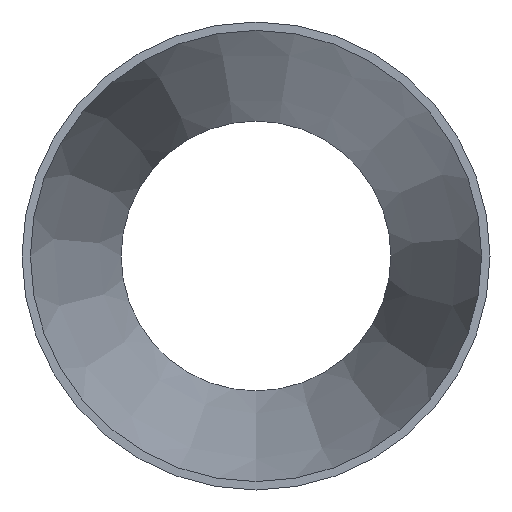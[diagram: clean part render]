
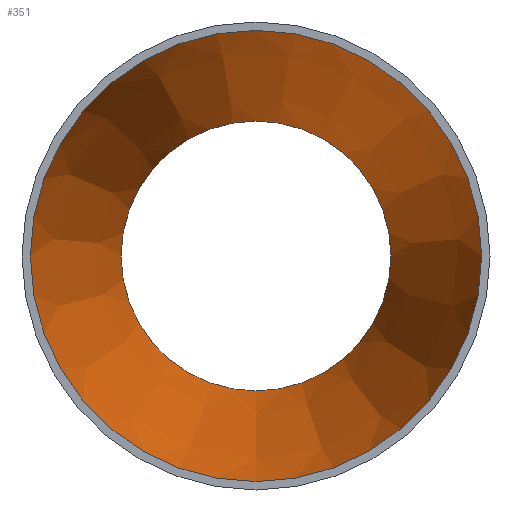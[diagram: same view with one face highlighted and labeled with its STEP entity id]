
A CAD part, front view. The second image highlights one B-rep face of the part: STEP entity #351.
In plain terms, the highlighted conical face has half-angle 12.489 degrees and reference radius 55.102 mm.
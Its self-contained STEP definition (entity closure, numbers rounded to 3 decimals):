
#122 = AXIS2_PLACEMENT_3D ( 'NONE', #7763, #4131, #19518 ) ;
#351 = ADVANCED_FACE ( 'NONE', ( #19951, #4333 ), #9818, .F. ) ;
#1516 = CARTESIAN_POINT ( 'NONE',  ( 0., 0., 0. ) ) ;
#3682 = DIRECTION ( 'NONE',  ( 0., 0., -1. ) ) ;
#3919 = VERTEX_POINT ( 'NONE', #10718 ) ;
#4131 = DIRECTION ( 'NONE',  ( 0., -1., 0. ) ) ;
#4322 = EDGE_CURVE ( 'NONE', #3919, #3919, #15004, .T. ) ;
#4333 = FACE_OUTER_BOUND ( 'NONE', #12793, .T. ) ;
#7763 = CARTESIAN_POINT ( 'NONE',  ( 0., 100., 0. ) ) ;
#8366 = CIRCLE ( 'NONE', #13846, 55.102 ) ;
#8781 = DIRECTION ( 'NONE',  ( 0., -1., 0. ) ) ;
#9519 = EDGE_CURVE ( 'NONE', #15890, #15890, #8366, .T. ) ;
#9818 = CONICAL_SURFACE ( 'NONE', #17513, 55.102, 0.218 ) ;
#9986 = CARTESIAN_POINT ( 'NONE',  ( 0., 0., 0. ) ) ;
#10718 = CARTESIAN_POINT ( 'NONE',  ( 0., 100., -32.952 ) ) ;
#11567 = DIRECTION ( 'NONE',  ( 0., -1., 0. ) ) ;
#12382 = ORIENTED_EDGE ( 'NONE', *, *, #9519, .T. ) ;
#12532 = EDGE_LOOP ( 'NONE', ( #19355 ) ) ;
#12793 = EDGE_LOOP ( 'NONE', ( #12382 ) ) ;
#13846 = AXIS2_PLACEMENT_3D ( 'NONE', #1516, #8781, #3682 ) ;
#15004 = CIRCLE ( 'NONE', #122, 32.952 ) ;
#15776 = CARTESIAN_POINT ( 'NONE',  ( 0., 0., -55.102 ) ) ;
#15890 = VERTEX_POINT ( 'NONE', #15776 ) ;
#17513 = AXIS2_PLACEMENT_3D ( 'NONE', #9986, #11567, #21973 ) ;
#19355 = ORIENTED_EDGE ( 'NONE', *, *, #4322, .F. ) ;
#19518 = DIRECTION ( 'NONE',  ( 0., 0., -1. ) ) ;
#19951 = FACE_BOUND ( 'NONE', #12532, .T. ) ;
#21973 = DIRECTION ( 'NONE',  ( 0., 0., -1. ) ) ;
